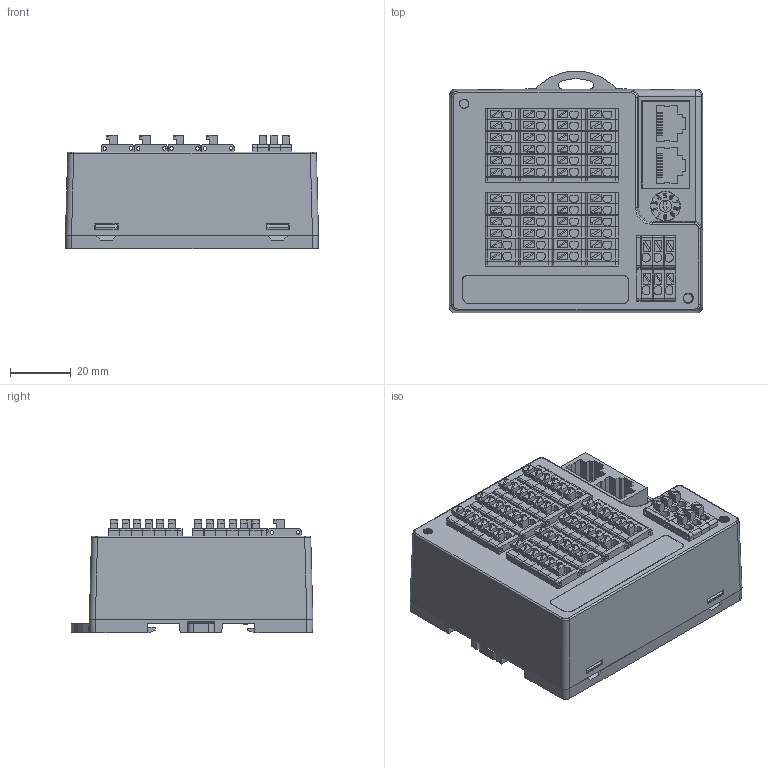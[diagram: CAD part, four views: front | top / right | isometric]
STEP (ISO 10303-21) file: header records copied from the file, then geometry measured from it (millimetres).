
FILE_DESCRIPTION(/* description */ (''),/* implementation_level */ '2;1');
FILE_NAME(/* name */ '',/* time_stamp */ '2025-01-07T14:51:55+08:00',/* author */ (''),/* organization */ (''),/* preprocessor_version */ 'ST-DEVELOPER v14',/* originating_system */ 'SIEMENS PLM Software NX 8.0',/* authorisation */ '');
FILE_SCHEMA (('AUTOMOTIVE_DESIGN { 1 0 10303 214 3 1 1 1 }'));
Products named in the file (1): MP5R-16_stp
Bounding box: 83.42 x 79.71 x 37.3 mm (x, y, z)
Volume: 176409.8 mm3; surface area: 36777.9 mm2
Topology: 3 solids, 3 shells, 1992 faces, 5354 edges, 3572 vertices
Faces by surface type: plane 1459, cylinder 425, extrusion 89, bspline 14, cone 4, sphere 1
Full cylindrical faces by diameter (mm): 1.168 x64, 1.178 x64, 3 x34, 4 x1, 9.6 x1, 9.8 x1
Entity records: 70297 total; most frequent: CARTESIAN_POINT 21281, ORIENTED_EDGE 10160, DIRECTION 9316, EDGE_CURVE 5080, VECTOR 4020, LINE 3931, VERTEX_POINT 3468, AXIS2_PLACEMENT_3D 2648
